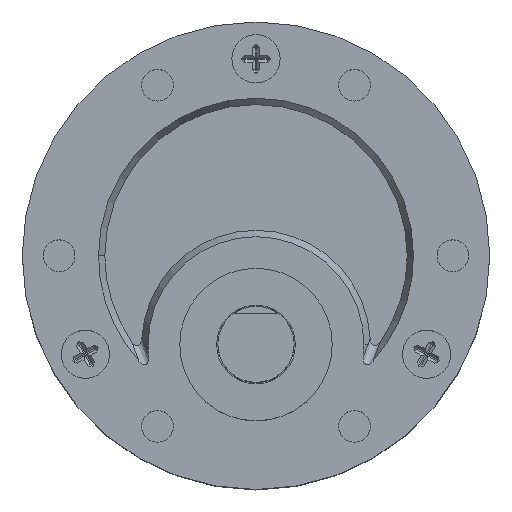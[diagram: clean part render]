
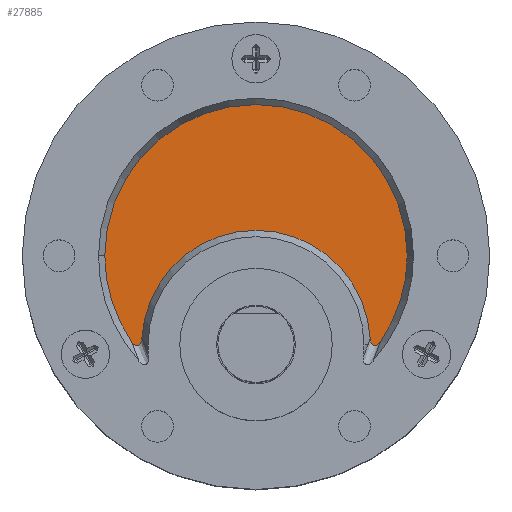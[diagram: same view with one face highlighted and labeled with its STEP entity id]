
A CAD part, top view. The second image highlights one B-rep face of the part: STEP entity #27885.
In plain terms, the highlighted planar face has unit normal (0, 0, 1).
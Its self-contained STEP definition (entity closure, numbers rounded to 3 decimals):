
#569 = CARTESIAN_POINT ( 'NONE',  ( 29.727, -6.748, 18.925 ) ) ;
#705 = CARTESIAN_POINT ( 'NONE',  ( 19.925, 0., 18.925 ) ) ;
#914 = DIRECTION ( 'NONE',  ( 1., 0., 0. ) ) ;
#1209 = VERTEX_POINT ( 'NONE', #27197 ) ;
#1744 = DIRECTION ( 'NONE',  ( 1., 0., 0. ) ) ;
#2357 = EDGE_CURVE ( 'NONE', #24596, #21198, #7589, .T. ) ;
#3101 = CARTESIAN_POINT ( 'NONE',  ( 28.999, -6.878, 18.925 ) ) ;
#3459 = CARTESIAN_POINT ( 'NONE',  ( 10.932, -6.626, 18.925 ) ) ;
#4284 = CARTESIAN_POINT ( 'NONE',  ( 19.925, -7., 18.925 ) ) ;
#5069 = CARTESIAN_POINT ( 'NONE',  ( 29.727, -6.748, 18.925 ) ) ;
#5443 = DIRECTION ( 'NONE',  ( 1., 0., 0. ) ) ;
#5538 = CARTESIAN_POINT ( 'NONE',  ( 29.147, -7.034, 18.925 ) ) ;
#5794 = CARTESIAN_POINT ( 'NONE',  ( 10.184, -6.836, 18.925 ) ) ;
#6200 = CARTESIAN_POINT ( 'NONE',  ( 10.85, -6.881, 18.925 ) ) ;
#6476 = CARTESIAN_POINT ( 'NONE',  ( 19.925, 0., 18.925 ) ) ;
#6849 = CIRCLE ( 'NONE', #26924, 9. ) ;
#7520 = CARTESIAN_POINT ( 'NONE',  ( 29.666, -6.836, 18.925 ) ) ;
#7589 = CIRCLE ( 'NONE', #28284, 11.9 ) ;
#7720 = DIRECTION ( 'NONE',  ( 0., 0., 1. ) ) ;
#7933 = CARTESIAN_POINT ( 'NONE',  ( 29.307, -7.061, 18.925 ) ) ;
#8046 = FACE_OUTER_BOUND ( 'NONE', #18930, .T. ) ;
#8172 = CARTESIAN_POINT ( 'NONE',  ( 10.54, -7.06, 18.925 ) ) ;
#8393 = CARTESIAN_POINT ( 'NONE',  ( 10.747, -7.005, 18.925 ) ) ;
#8763 = DIRECTION ( 'NONE',  ( 1., 0., 0. ) ) ;
#9194 = CARTESIAN_POINT ( 'NONE',  ( 28.912, -6.518, 18.925 ) ) ;
#9484 = ORIENTED_EDGE ( 'NONE', *, *, #17823, .T. ) ;
#10270 = CARTESIAN_POINT ( 'NONE',  ( 29.101, -7.004, 18.925 ) ) ;
#10412 = B_SPLINE_CURVE_WITH_KNOTS ( 'NONE', 3,
 ( #20191, #5794, #30201, #22610, #10599, #8172, #18193, #22822, #8393, #25142, #6200, #13040, #3459, #29893 ),
 .UNSPECIFIED., .F., .F.,
 ( 4, 2, 2, 2, 2, 2, 4 ),
 ( 0., 0., 0., 0.001, 0.001, 0.001, 0.001 ),
 .UNSPECIFIED. ) ;
#10599 = CARTESIAN_POINT ( 'NONE',  ( 10.437, -7.032, 18.925 ) ) ;
#10605 = DIRECTION ( 'NONE',  ( 0., 0., 1. ) ) ;
#10948 = ORIENTED_EDGE ( 'NONE', *, *, #17635, .T. ) ;
#10985 = DIRECTION ( 'NONE',  ( 0., 0., 1. ) ) ;
#11223 = DIRECTION ( 'NONE',  ( 0., 0., -1. ) ) ;
#13040 = CARTESIAN_POINT ( 'NONE',  ( 10.914, -6.734, 18.925 ) ) ;
#13602 = VERTEX_POINT ( 'NONE', #23984 ) ;
#13882 = CARTESIAN_POINT ( 'NONE',  ( 19.925, 0., 18.925 ) ) ;
#14072 = AXIS2_PLACEMENT_3D ( 'NONE', #13882, #26218, #30761 ) ;
#15096 = CARTESIAN_POINT ( 'NONE',  ( 29.46, -7.008, 18.925 ) ) ;
#16890 = VERTEX_POINT ( 'NONE', #19226 ) ;
#17635 = EDGE_CURVE ( 'NONE', #13602, #1209, #10412, .T. ) ;
#17799 = ORIENTED_EDGE ( 'NONE', *, *, #2357, .T. ) ;
#17823 = EDGE_CURVE ( 'NONE', #1209, #21811, #6849, .T. ) ;
#17985 = ORIENTED_EDGE ( 'NONE', *, *, #20528, .T. ) ;
#18140 = B_SPLINE_CURVE_WITH_KNOTS ( 'NONE', 3,
 ( #21845, #22376, #26925, #3101, #19965, #10270, #5538, #26814, #7933, #29246, #15096, #21961, #7520, #569 ),
 .UNSPECIFIED., .F., .F.,
 ( 4, 2, 2, 2, 2, 2, 4 ),
 ( 0., 0., 0., 0.001, 0.001, 0.001, 0.001 ),
 .UNSPECIFIED. ) ;
#18193 = CARTESIAN_POINT ( 'NONE',  ( 10.596, -7.063, 18.925 ) ) ;
#18539 = CARTESIAN_POINT ( 'NONE',  ( 31.825, 0., 18.925 ) ) ;
#18930 = EDGE_LOOP ( 'NONE', ( #9484, #26882, #17799, #17985, #29916, #10948 ) ) ;
#19102 = CIRCLE ( 'NONE', #14072, 11.9 ) ;
#19226 = CARTESIAN_POINT ( 'NONE',  ( 8.025, 0., 18.925 ) ) ;
#19855 = CARTESIAN_POINT ( 'NONE',  ( 19.925, 0., 18.925 ) ) ;
#19965 = CARTESIAN_POINT ( 'NONE',  ( 29.027, -6.925, 18.925 ) ) ;
#20191 = CARTESIAN_POINT ( 'NONE',  ( 10.123, -6.748, 18.925 ) ) ;
#20528 = EDGE_CURVE ( 'NONE', #21198, #16890, #24817, .T. ) ;
#21198 = VERTEX_POINT ( 'NONE', #18539 ) ;
#21811 = VERTEX_POINT ( 'NONE', #9194 ) ;
#21845 = CARTESIAN_POINT ( 'NONE',  ( 28.912, -6.518, 18.925 ) ) ;
#21961 = CARTESIAN_POINT ( 'NONE',  ( 29.593, -6.918, 18.925 ) ) ;
#22376 = CARTESIAN_POINT ( 'NONE',  ( 28.918, -6.625, 18.925 ) ) ;
#22610 = CARTESIAN_POINT ( 'NONE',  ( 10.388, -7.007, 18.925 ) ) ;
#22822 = CARTESIAN_POINT ( 'NONE',  ( 10.7, -7.036, 18.925 ) ) ;
#23837 = AXIS2_PLACEMENT_3D ( 'NONE', #705, #10605, #914 ) ;
#23984 = CARTESIAN_POINT ( 'NONE',  ( 10.123, -6.748, 18.925 ) ) ;
#24536 = PLANE ( 'NONE',  #23837 ) ;
#24596 = VERTEX_POINT ( 'NONE', #5069 ) ;
#24817 = CIRCLE ( 'NONE', #29818, 11.9 ) ;
#25142 = CARTESIAN_POINT ( 'NONE',  ( 10.821, -6.928, 18.925 ) ) ;
#26218 = DIRECTION ( 'NONE',  ( 0., 0., 1. ) ) ;
#26814 = CARTESIAN_POINT ( 'NONE',  ( 29.251, -7.063, 18.925 ) ) ;
#26882 = ORIENTED_EDGE ( 'NONE', *, *, #30807, .T. ) ;
#26924 = AXIS2_PLACEMENT_3D ( 'NONE', #4284, #11223, #1744 ) ;
#26925 = CARTESIAN_POINT ( 'NONE',  ( 28.935, -6.73, 18.925 ) ) ;
#26969 = EDGE_CURVE ( 'NONE', #16890, #13602, #19102, .T. ) ;
#27197 = CARTESIAN_POINT ( 'NONE',  ( 10.938, -6.518, 18.925 ) ) ;
#27885 = ADVANCED_FACE ( 'NONE', ( #8046 ), #24536, .T. ) ;
#28284 = AXIS2_PLACEMENT_3D ( 'NONE', #19855, #7720, #5443 ) ;
#29246 = CARTESIAN_POINT ( 'NONE',  ( 29.411, -7.033, 18.925 ) ) ;
#29818 = AXIS2_PLACEMENT_3D ( 'NONE', #6476, #10985, #8763 ) ;
#29893 = CARTESIAN_POINT ( 'NONE',  ( 10.938, -6.518, 18.925 ) ) ;
#29916 = ORIENTED_EDGE ( 'NONE', *, *, #26969, .T. ) ;
#30201 = CARTESIAN_POINT ( 'NONE',  ( 10.254, -6.915, 18.925 ) ) ;
#30761 = DIRECTION ( 'NONE',  ( 1., 0., 0. ) ) ;
#30807 = EDGE_CURVE ( 'NONE', #21811, #24596, #18140, .T. ) ;
